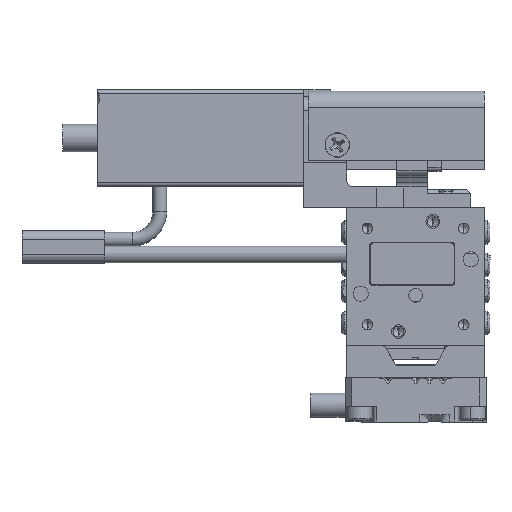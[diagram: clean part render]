
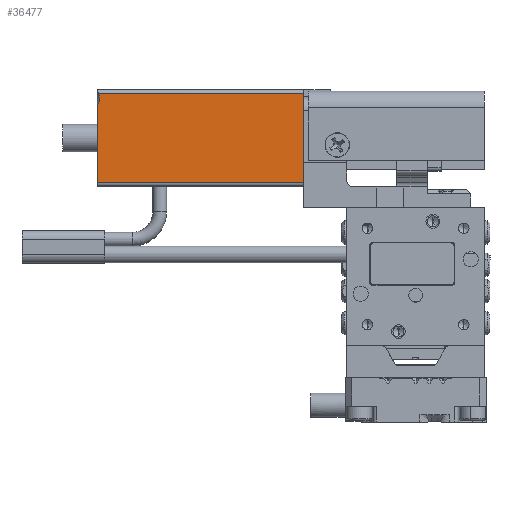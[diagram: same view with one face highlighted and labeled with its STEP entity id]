
A CAD part, front view. The second image highlights one B-rep face of the part: STEP entity #36477.
In plain terms, the highlighted planar face has unit normal (0, -1, 0).
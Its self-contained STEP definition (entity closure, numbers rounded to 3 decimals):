
#125 = EDGE_CURVE ( 'NONE', #9620, #11747, #37822, .T. ) ;
#419 = ORIENTED_EDGE ( 'NONE', *, *, #23816, .T. ) ;
#454 = LINE ( 'NONE', #21764, #37090 ) ;
#565 = CARTESIAN_POINT ( 'NONE',  ( 12.236, -14., 29.733 ) ) ;
#1020 = CARTESIAN_POINT ( 'NONE',  ( 13.5, -14., 29.827 ) ) ;
#1031 = CARTESIAN_POINT ( 'NONE',  ( 0., -14., 0. ) ) ;
#1904 = VERTEX_POINT ( 'NONE', #4558 ) ;
#3784 = CARTESIAN_POINT ( 'NONE',  ( 13.352, -14., 29.763 ) ) ;
#4558 = CARTESIAN_POINT ( 'NONE',  ( 13.5, -14., 0. ) ) ;
#5601 = EDGE_CURVE ( 'NONE', #9620, #10914, #454, .T. ) ;
#6827 = ORIENTED_EDGE ( 'NONE', *, *, #31364, .T. ) ;
#7741 = DIRECTION ( 'NONE',  ( 0., 1., 0. ) ) ;
#9029 = ORIENTED_EDGE ( 'NONE', *, *, #24934, .T. ) ;
#9620 = VERTEX_POINT ( 'NONE', #16020 ) ;
#10914 = VERTEX_POINT ( 'NONE', #21507 ) ;
#11179 = PLANE ( 'NONE',  #41640 ) ;
#11747 = VERTEX_POINT ( 'NONE', #38938 ) ;
#13455 = VERTEX_POINT ( 'NONE', #22283 ) ;
#15518 = CARTESIAN_POINT ( 'NONE',  ( 0., -14., 30. ) ) ;
#16020 = CARTESIAN_POINT ( 'NONE',  ( 0.5, -14., 30. ) ) ;
#16238 = ORIENTED_EDGE ( 'NONE', *, *, #5601, .T. ) ;
#16637 = VECTOR ( 'NONE', #21887, 1000. ) ;
#16719 = LINE ( 'NONE', #27946, #25081 ) ;
#17750 = CARTESIAN_POINT ( 'NONE',  ( 12.877, -14., 29.65 ) ) ;
#17973 = CARTESIAN_POINT ( 'NONE',  ( 12.392, -14., 29.687 ) ) ;
#20286 = VECTOR ( 'NONE', #33291, 1000. ) ;
#21507 = CARTESIAN_POINT ( 'NONE',  ( 0.5, -14., 0. ) ) ;
#21764 = CARTESIAN_POINT ( 'NONE',  ( 0.5, -14., 30. ) ) ;
#21887 = DIRECTION ( 'NONE',  ( 1., 0., 0. ) ) ;
#22283 = CARTESIAN_POINT ( 'NONE',  ( 13.5, -14., 29.827 ) ) ;
#22630 = DIRECTION ( 'NONE',  ( 0., 0., 1. ) ) ;
#22869 = B_SPLINE_CURVE_WITH_KNOTS ( 'NONE', 3,
 ( #1020, #3784, #25301, #17750, #38783, #17973, #565, #35804, #42915, #31941 ),
 .UNSPECIFIED., .F., .F.,
 ( 4, 2, 2, 2, 4 ),
 ( 0.004, 0.005, 0.005, 0.006, 0.006 ),
 .UNSPECIFIED. ) ;
#23816 = EDGE_CURVE ( 'NONE', #13455, #11747, #22869, .T. ) ;
#24934 = EDGE_CURVE ( 'NONE', #10914, #1904, #32183, .T. ) ;
#25081 = VECTOR ( 'NONE', #44644, 1000. ) ;
#25301 = CARTESIAN_POINT ( 'NONE',  ( 13.197, -14., 29.71 ) ) ;
#27946 = CARTESIAN_POINT ( 'NONE',  ( 13.5, -14., 30. ) ) ;
#28830 = FACE_OUTER_BOUND ( 'NONE', #31695, .T. ) ;
#30326 = CARTESIAN_POINT ( 'NONE',  ( 0., -14., 30. ) ) ;
#31364 = EDGE_CURVE ( 'NONE', #1904, #13455, #16719, .T. ) ;
#31695 = EDGE_LOOP ( 'NONE', ( #6827, #419, #42563, #16238, #9029 ) ) ;
#31941 = CARTESIAN_POINT ( 'NONE',  ( 11.652, -14., 30. ) ) ;
#32183 = LINE ( 'NONE', #1031, #16637 ) ;
#33291 = DIRECTION ( 'NONE',  ( 1., 0., 0. ) ) ;
#35698 = DIRECTION ( 'NONE',  ( 0., 0., -1. ) ) ;
#35804 = CARTESIAN_POINT ( 'NONE',  ( 11.938, -14., 29.85 ) ) ;
#36477 = ADVANCED_FACE ( 'NONE', ( #28830 ), #11179, .F. ) ;
#37090 = VECTOR ( 'NONE', #35698, 1000. ) ;
#37822 = LINE ( 'NONE', #30326, #20286 ) ;
#38783 = CARTESIAN_POINT ( 'NONE',  ( 12.716, -14., 29.645 ) ) ;
#38938 = CARTESIAN_POINT ( 'NONE',  ( 11.652, -14., 30. ) ) ;
#41640 = AXIS2_PLACEMENT_3D ( 'NONE', #15518, #7741, #22630 ) ;
#42563 = ORIENTED_EDGE ( 'NONE', *, *, #125, .F. ) ;
#42915 = CARTESIAN_POINT ( 'NONE',  ( 11.794, -14., 29.922 ) ) ;
#44644 = DIRECTION ( 'NONE',  ( 0., 0., 1. ) ) ;
